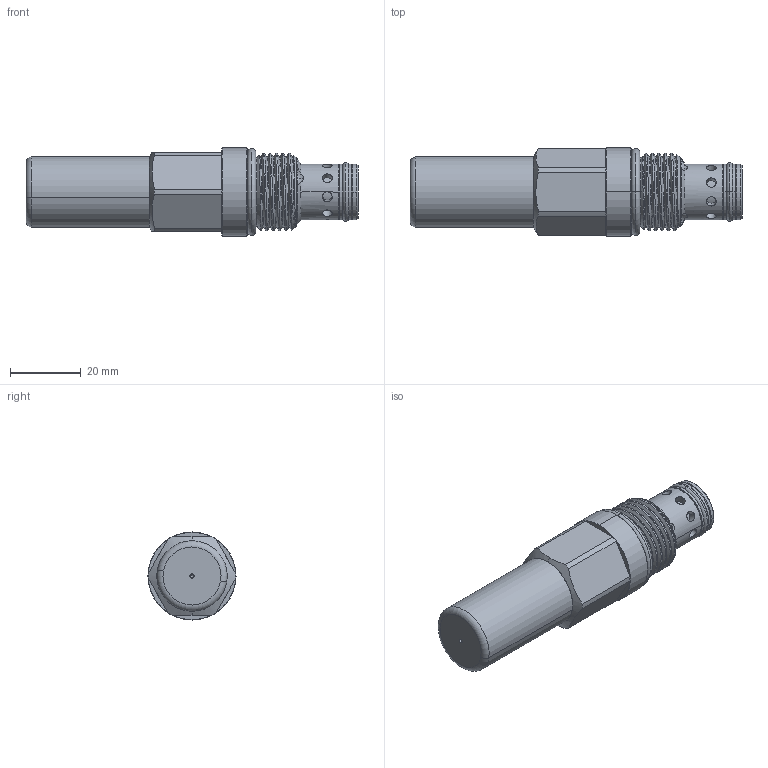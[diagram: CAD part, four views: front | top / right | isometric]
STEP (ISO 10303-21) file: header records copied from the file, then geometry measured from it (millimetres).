
FILE_DESCRIPTION (( 'STEP AP203' ), '1' );
FILE_NAME ('RP10W2G-C.STEP', '2020-03-24T03:54:19', ( '' ), ( '' ), 'SwSTEP 2.0', 'SolidWorks 2018', '' );
FILE_SCHEMA (( 'CONFIG_CONTROL_DESIGN' ));
Length unit declared in the file: millimetre
Products named in the file (1): RP10W2G-C
Bounding box: 94.17 x 25 x 25 mm (x, y, z)
Volume: 27025.3 mm3; surface area: 13365.6 mm2
Topology: 7 solids, 7 shells, 283 faces, 668 edges, 413 vertices
Faces by surface type: cylinder 130, plane 61, torus 40, cone 35, bspline 9, sphere 8
Entity records: 17792 total; most frequent: CARTESIAN_POINT 11441, ORIENTED_EDGE 1332, DIRECTION 1315, EDGE_CURVE 666, AXIS2_PLACEMENT_3D 556, VERTEX_POINT 413, EDGE_LOOP 309, FACE_OUTER_BOUND 283
